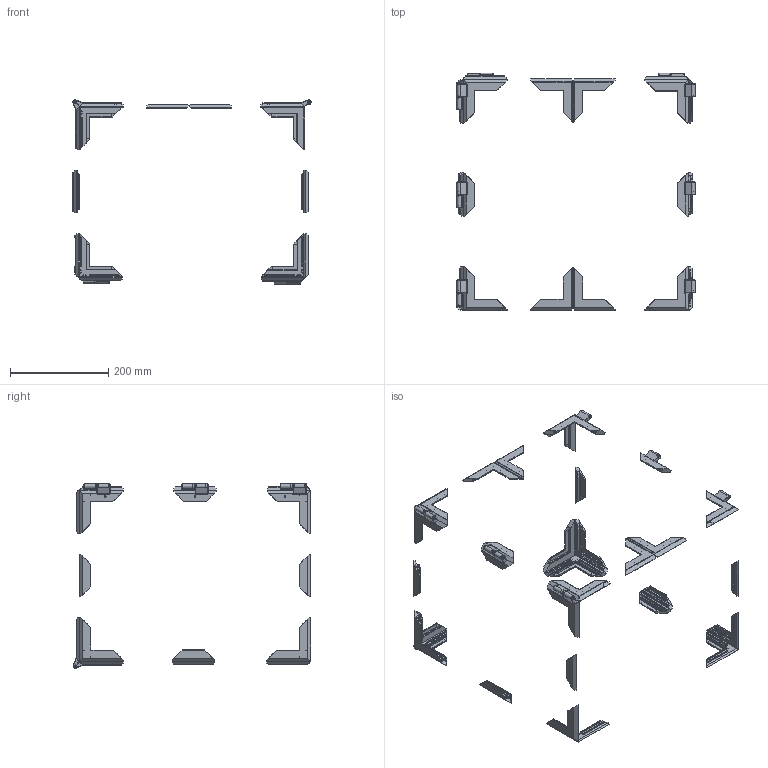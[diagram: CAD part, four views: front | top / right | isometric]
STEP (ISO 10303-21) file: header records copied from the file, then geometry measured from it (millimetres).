
FILE_DESCRIPTION(/* description */ (''),/* implementation_level */ '2;1');
FILE_NAME(/* name */ 'Zeropanels-2020 for dual door.step',/* time_stamp */ '2024-02-12T08:39:10-06:00',/* author */ (''),/* organization */ (''),/* preprocessor_version */ 'ST-DEVELOPER v20',/* originating_system */ 'Autodesk Translation Framework v12.20.1.177',/* authorisation */ '');
FILE_SCHEMA (('AUTOMOTIVE_DESIGN { 1 0 10303 214 3 1 1 }'));
Products named in the file (5): Zeropanels-2020 for dual door; Front Door; Top and Back; Generic; Left Panel
Assembly tree (4 placements, depth 2):
  Zeropanels-2020 for dual door
    Front Door
    Top and Back
    Generic
    Left Panel
Bounding box: 485.51 x 484.86 x 375.67 mm (x, y, z)
Volume: 591884 mm3; surface area: 344252.4 mm2
Topology: 35 solids, 45 shells, 2326 faces, 6247 edges, 4030 vertices
Faces by surface type: plane 1701, cylinder 479, torus 70, bspline 46, sphere 22, cone 8
Full cylindrical faces by diameter (mm): 3 x19, 3.067 x1, 6 x20
Entity records: 73550 total; most frequent: CARTESIAN_POINT 14516, ORIENTED_EDGE 12470, DIRECTION 11767, EDGE_CURVE 6235, LINE 5049, VECTOR 5049, VERTEX_POINT 4030, AXIS2_PLACEMENT_3D 3359
